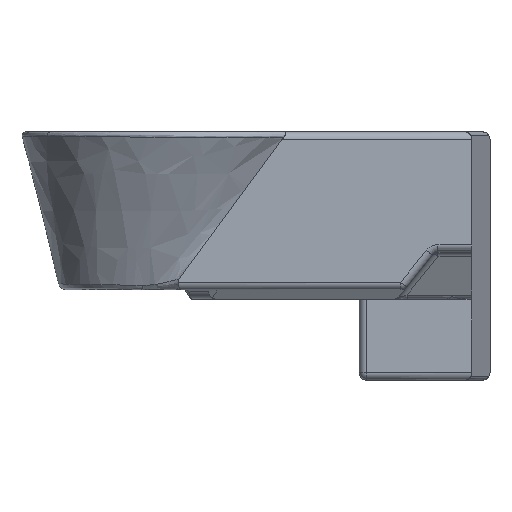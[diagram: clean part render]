
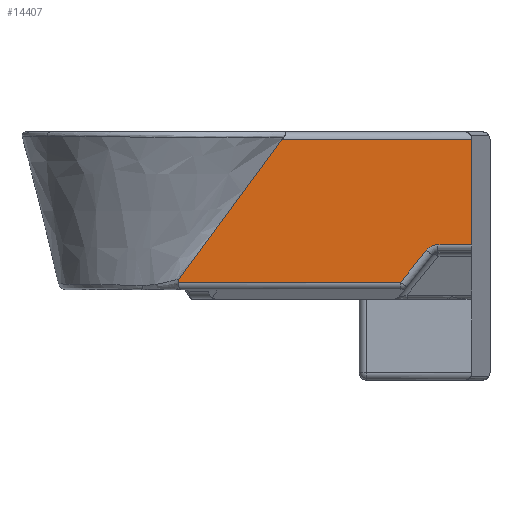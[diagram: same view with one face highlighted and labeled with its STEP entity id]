
A CAD part, left-side view. The second image highlights one B-rep face of the part: STEP entity #14407.
In plain terms, the highlighted planar face has unit normal (-1, 0, 0).
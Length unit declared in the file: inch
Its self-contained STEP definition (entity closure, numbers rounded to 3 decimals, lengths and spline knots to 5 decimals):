
#228 = CARTESIAN_POINT ( 'NONE',  ( 0., 8., 0.1 ) ) ;
#732 = EDGE_CURVE ( 'NONE', #8653, #4619, #6574, .T. ) ;
#1257 = CARTESIAN_POINT ( 'NONE',  ( 0., 6.52695, 2. ) ) ;
#1391 = EDGE_CURVE ( 'NONE', #13064, #10086, #11691, .T. ) ;
#1395 = DIRECTION ( 'NONE',  ( 0., 0., -1. ) ) ;
#1429 = EDGE_LOOP ( 'NONE', ( #4892, #9874, #2321, #4323, #15179, #16786, #3004, #10006 ) ) ;
#1601 = DIRECTION ( 'NONE',  ( -1., 0., 0. ) ) ;
#1694 = CARTESIAN_POINT ( 'NONE',  ( 0., 4.60811, 0.52494 ) ) ;
#1758 = CARTESIAN_POINT ( 'NONE',  ( 0., 7.89643, 0.14062 ) ) ;
#1852 = CARTESIAN_POINT ( 'NONE',  ( 0., 8., 0.6 ) ) ;
#1945 = CARTESIAN_POINT ( 'NONE',  ( 0., 7.90801, 0.1 ) ) ;
#2020 = DIRECTION ( 'NONE',  ( 0., -1., 0. ) ) ;
#2181 = VERTEX_POINT ( 'NONE', #1257 ) ;
#2321 = ORIENTED_EDGE ( 'NONE', *, *, #14957, .T. ) ;
#2586 = VECTOR ( 'NONE', #1395, 39.37008 ) ;
#2990 = CARTESIAN_POINT ( 'NONE',  ( 0., 7.89133, 0.14754 ) ) ;
#3004 = ORIENTED_EDGE ( 'NONE', *, *, #16032, .F. ) ;
#3085 = CARTESIAN_POINT ( 'NONE',  ( 0., 4.94806, 0.1 ) ) ;
#3167 = CARTESIAN_POINT ( 'NONE',  ( 0., 7.90058, 0.13319 ) ) ;
#3190 = DIRECTION ( 'NONE',  ( 0., 0., 1. ) ) ;
#3295 = VECTOR ( 'NONE', #7313, 39.37008 ) ;
#3564 = PLANE ( 'NONE',  #16047 ) ;
#3635 = CARTESIAN_POINT ( 'NONE',  ( 0., 4., 2. ) ) ;
#3652 = DIRECTION ( 'NONE',  ( 0., -1., 0. ) ) ;
#4323 = ORIENTED_EDGE ( 'NONE', *, *, #4448, .T. ) ;
#4341 = CARTESIAN_POINT ( 'NONE',  ( 0., 4., 0.6 ) ) ;
#4448 = EDGE_CURVE ( 'NONE', #10444, #4619, #5681, .T. ) ;
#4619 = VERTEX_POINT ( 'NONE', #1694 ) ;
#4880 = EDGE_CURVE ( 'NONE', #9703, #2181, #5892, .T. ) ;
#4892 = ORIENTED_EDGE ( 'NONE', *, *, #10570, .F. ) ;
#5607 = VERTEX_POINT ( 'NONE', #4341 ) ;
#5681 = LINE ( 'NONE', #12204, #10114 ) ;
#5727 = EDGE_CURVE ( 'NONE', #8653, #5607, #13945, .T. ) ;
#5892 = LINE ( 'NONE', #6238, #3295 ) ;
#6238 = CARTESIAN_POINT ( 'NONE',  ( 0., 8., 2. ) ) ;
#6574 = CIRCLE ( 'NONE', #11066, 0.2 ) ;
#6793 = LINE ( 'NONE', #16130, #2586 ) ;
#7261 = CARTESIAN_POINT ( 'NONE',  ( 0., 4.45194, 0.4 ) ) ;
#7313 = DIRECTION ( 'NONE',  ( 0., 1., 0. ) ) ;
#7546 = CARTESIAN_POINT ( 'NONE',  ( 0., 8., 0. ) ) ;
#8119 = LINE ( 'NONE', #13483, #16955 ) ;
#8386 = CARTESIAN_POINT ( 'NONE',  ( 0., 7.90801, 0.10862 ) ) ;
#8653 = VERTEX_POINT ( 'NONE', #10380 ) ;
#9603 = DIRECTION ( 'NONE',  ( 0., -1., 0. ) ) ;
#9703 = VERTEX_POINT ( 'NONE', #3635 ) ;
#9793 = VECTOR ( 'NONE', #2020, 39.37008 ) ;
#9874 = ORIENTED_EDGE ( 'NONE', *, *, #1391, .T. ) ;
#10006 = ORIENTED_EDGE ( 'NONE', *, *, #4880, .T. ) ;
#10086 = VERTEX_POINT ( 'NONE', #1945 ) ;
#10114 = VECTOR ( 'NONE', #12540, 39.37008 ) ;
#10182 = CARTESIAN_POINT ( 'NONE',  ( 0., 7.89133, 0.14754 ) ) ;
#10380 = CARTESIAN_POINT ( 'NONE',  ( 0., 4.45194, 0.6 ) ) ;
#10444 = VERTEX_POINT ( 'NONE', #3085 ) ;
#10570 = EDGE_CURVE ( 'NONE', #13064, #2181, #8119, .T. ) ;
#11066 = AXIS2_PLACEMENT_3D ( 'NONE', #7261, #1601, #3190 ) ;
#11414 = FACE_OUTER_BOUND ( 'NONE', #1429, .T. ) ;
#11691 = B_SPLINE_CURVE_WITH_KNOTS ( 'NONE', 3,
 ( #2990, #1758, #3167, #16652, #8386, #15002 ),
 .UNSPECIFIED., .F., .F.,
 ( 4, 2, 4 ),
 ( 0., 0.00065, 0.0013 ),
 .UNSPECIFIED. ) ;
#12204 = CARTESIAN_POINT ( 'NONE',  ( 0., 6.18784, -1.44973 ) ) ;
#12540 = DIRECTION ( 'NONE',  ( 0., -0.625, 0.781 ) ) ;
#13064 = VERTEX_POINT ( 'NONE', #10182 ) ;
#13483 = CARTESIAN_POINT ( 'NONE',  ( 0., 7.22665, 1.05 ) ) ;
#13912 = LINE ( 'NONE', #228, #16600 ) ;
#13945 = LINE ( 'NONE', #1852, #9793 ) ;
#14407 = ADVANCED_FACE ( 'NONE', ( #11414 ), #3564, .T. ) ;
#14957 = EDGE_CURVE ( 'NONE', #10086, #10444, #13912, .T. ) ;
#15002 = CARTESIAN_POINT ( 'NONE',  ( 0., 7.90801, 0.1 ) ) ;
#15179 = ORIENTED_EDGE ( 'NONE', *, *, #732, .F. ) ;
#15736 = DIRECTION ( 'NONE',  ( -1., 0., 0. ) ) ;
#16032 = EDGE_CURVE ( 'NONE', #9703, #5607, #6793, .T. ) ;
#16047 = AXIS2_PLACEMENT_3D ( 'NONE', #7546, #15736, #3652 ) ;
#16130 = CARTESIAN_POINT ( 'NONE',  ( 0., 4., 0. ) ) ;
#16552 = DIRECTION ( 'NONE',  ( 0., -0.593, 0.805 ) ) ;
#16600 = VECTOR ( 'NONE', #9603, 39.37008 ) ;
#16652 = CARTESIAN_POINT ( 'NONE',  ( 0., 7.90644, 0.11704 ) ) ;
#16786 = ORIENTED_EDGE ( 'NONE', *, *, #5727, .T. ) ;
#16955 = VECTOR ( 'NONE', #16552, 39.37008 ) ;
